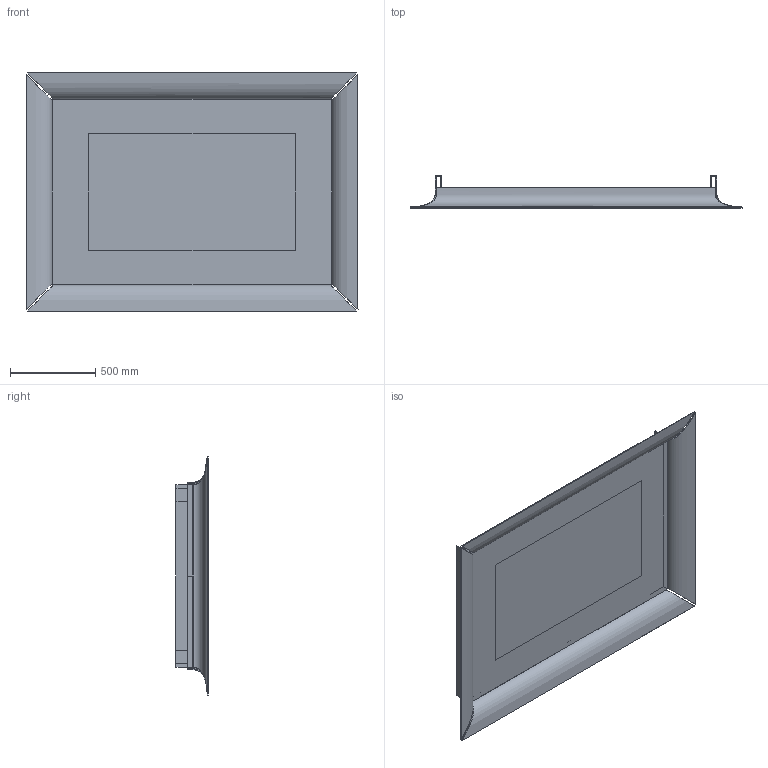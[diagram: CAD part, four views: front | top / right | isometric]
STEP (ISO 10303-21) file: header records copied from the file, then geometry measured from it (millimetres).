
FILE_DESCRIPTION(/* description */ (''),/* implementation_level */ '2;1');
FILE_NAME(/* name */ 'CAADRE~1',/* time_stamp */ '2018-09-20T12:48:01+02:00',/* author */ (''),/* organization */ (''),/* preprocessor_version */ 'ST-DEVELOPER v16.5',/* originating_system */ '',/* authorisation */ '');
FILE_SCHEMA (('CONFIG_CONTROL_DESIGN'));
Length unit declared in the file: millimetre
Products named in the file (1): Document
Bounding box: 1944 x 189 x 1394 mm (x, y, z)
Volume: 22563709.8 mm3; surface area: 8201523 mm2
Topology: 12 solids, 13 shells, 160 faces, 382 edges, 237 vertices
Faces by surface type: plane 110, bspline 50
Entity records: 5067 total; most frequent: CARTESIAN_POINT 2323, ORIENTED_EDGE 758, EDGE_CURVE 381, B_SPLINE_CURVE_WITH_KNOTS 376, VERTEX_POINT 236, EDGE_LOOP 164, ADVANCED_FACE 160, FACE_OUTER_BOUND 160
